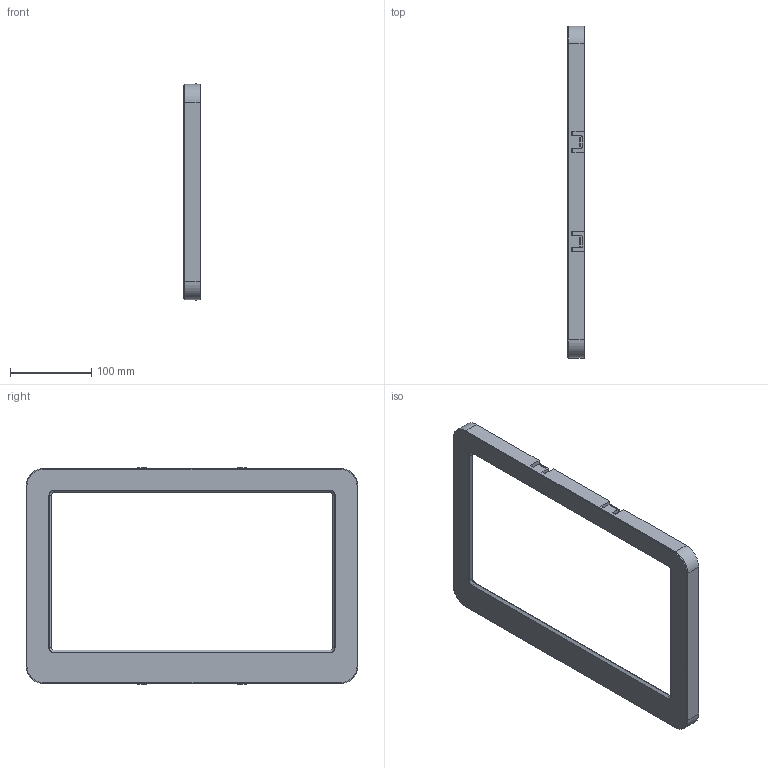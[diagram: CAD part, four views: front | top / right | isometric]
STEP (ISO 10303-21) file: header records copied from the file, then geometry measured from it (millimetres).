
FILE_DESCRIPTION (( 'STEP AP203' ), '1' );
FILE_NAME ('MS001-B.05.004SL.1.1 珆尨ん悵誘欶1.step', '2021-08-27T10:59:27', ( 'Windows User' ), ( 'P R C' ), 'SwSTEP 2.0', 'SolidWorks 2016', '' );
FILE_SCHEMA (( 'CONFIG_CONTROL_DESIGN' ));
Length unit declared in the file: millimetre
Products named in the file (3): 珆尨ん悵誘欶1; И杶-M4X5X4; MS001-B.05.004SL.1.1 珆尨ん悵誘欶1
Assembly tree (7 placements, depth 2):
  MS001-B.05.004SL.1.1 珆尨ん悵誘欶1
    И杶-M4X5X4  x6
    珆尨ん悵誘欶1
Bounding box: 20 x 407.4 x 266.4 mm (x, y, z)
Volume: 301022.2 mm3; surface area: 140292.3 mm2
Topology: 7 solids, 7 shells, 1695 faces, 4882 edges, 3228 vertices
Faces by surface type: bspline 872, cylinder 566, plane 205, cone 52
Entity records: 21571 total; most frequent: CARTESIAN_POINT 9516, ORIENTED_EDGE 2794, DIRECTION 1888, EDGE_CURVE 1397, VERTEX_POINT 918, AXIS2_PLACEMENT_3D 660, VECTOR 568, LINE 568
